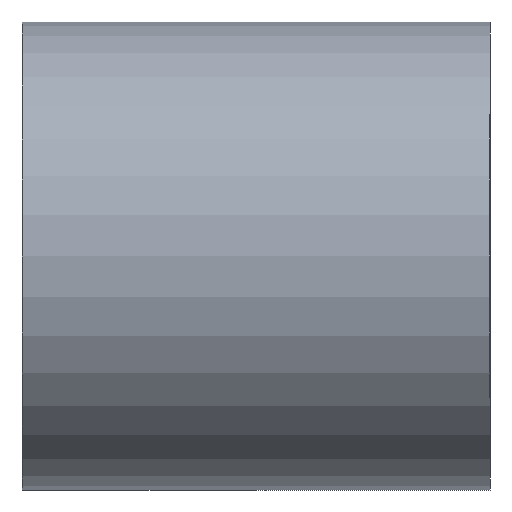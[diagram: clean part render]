
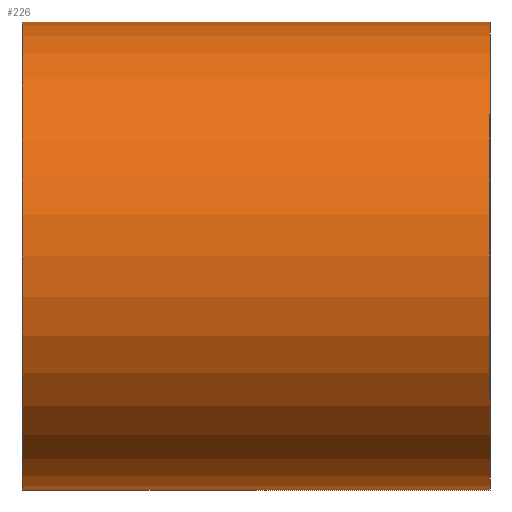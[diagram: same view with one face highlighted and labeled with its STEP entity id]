
A CAD part, left-side view. The second image highlights one B-rep face of the part: STEP entity #226.
In plain terms, the highlighted cylindrical face has radius 8.5 mm (diameter 17 mm), a partial arc.
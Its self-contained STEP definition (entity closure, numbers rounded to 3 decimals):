
#22 = DIRECTION ( 'NONE',  ( 0., 0., -1. ) ) ;
#23 = DIRECTION ( 'NONE',  ( 0., 1., 0. ) ) ;
#24 = CARTESIAN_POINT ( 'NONE',  ( 0., -8.5, 0. ) ) ;
#155 = EDGE_CURVE ( 'NONE', #1055, #1056, #279, .T. ) ;
#178 = EDGE_CURVE ( 'NONE', #1053, #1054, #323, .T. ) ;
#179 = EDGE_CURVE ( 'NONE', #1056, #1053, #1127, .T. ) ;
#184 = EDGE_CURVE ( 'NONE', #1055, #1054, #1130, .T. ) ;
#226 = ADVANCED_FACE ( 'NONE', ( #1162 ), #1163, .T. ) ;
#279 = CIRCLE ( 'NONE', #280, 8.5 ) ;
#280 = AXIS2_PLACEMENT_3D ( 'NONE', #24, #23, #22 ) ;
#323 = CIRCLE ( 'NONE', #335, 8.5 ) ;
#335 = AXIS2_PLACEMENT_3D ( 'NONE', #708, #709, #710 ) ;
#337 = VECTOR ( 'NONE', #712, 1000. ) ;
#343 = VECTOR ( 'NONE', #724, 1000. ) ;
#382 = AXIS2_PLACEMENT_3D ( 'NONE', #1484, #1485, #1486 ) ;
#526 = CARTESIAN_POINT ( 'NONE',  ( 0., 8.5, 8.5 ) ) ;
#527 = CARTESIAN_POINT ( 'NONE',  ( 0., 8.5, -8.5 ) ) ;
#528 = CARTESIAN_POINT ( 'NONE',  ( 0., -8.5, -8.5 ) ) ;
#529 = CARTESIAN_POINT ( 'NONE',  ( 0., -8.5, 8.5 ) ) ;
#708 = CARTESIAN_POINT ( 'NONE',  ( 0., 8.5, 0. ) ) ;
#709 = DIRECTION ( 'NONE',  ( 0., -1., 0. ) ) ;
#710 = DIRECTION ( 'NONE',  ( 0., 0., 1. ) ) ;
#711 = CARTESIAN_POINT ( 'NONE',  ( 0., 10.366, 8.5 ) ) ;
#712 = DIRECTION ( 'NONE',  ( 0., 1., 0. ) ) ;
#723 = CARTESIAN_POINT ( 'NONE',  ( 0., 10.366, -8.5 ) ) ;
#724 = DIRECTION ( 'NONE',  ( 0., 1., 0. ) ) ;
#998 = ORIENTED_EDGE ( 'NONE', *, *, #179, .T. ) ;
#1000 = ORIENTED_EDGE ( 'NONE', *, *, #178, .T. ) ;
#1001 = ORIENTED_EDGE ( 'NONE', *, *, #155, .T. ) ;
#1039 = EDGE_LOOP ( 'NONE', ( #1250, #1001, #998, #1000 ) ) ;
#1053 = VERTEX_POINT ( 'NONE', #526 ) ;
#1054 = VERTEX_POINT ( 'NONE', #527 ) ;
#1055 = VERTEX_POINT ( 'NONE', #528 ) ;
#1056 = VERTEX_POINT ( 'NONE', #529 ) ;
#1127 = LINE ( 'NONE', #711, #337 ) ;
#1130 = LINE ( 'NONE', #723, #343 ) ;
#1162 = FACE_OUTER_BOUND ( 'NONE', #1039, .T. ) ;
#1163 = CYLINDRICAL_SURFACE ( 'NONE', #382, 8.5 ) ;
#1250 = ORIENTED_EDGE ( 'NONE', *, *, #184, .F. ) ;
#1484 = CARTESIAN_POINT ( 'NONE',  ( 0., 10.366, 0. ) ) ;
#1485 = DIRECTION ( 'NONE',  ( 0., 1., 0. ) ) ;
#1486 = DIRECTION ( 'NONE',  ( 0., 0., 1. ) ) ;
